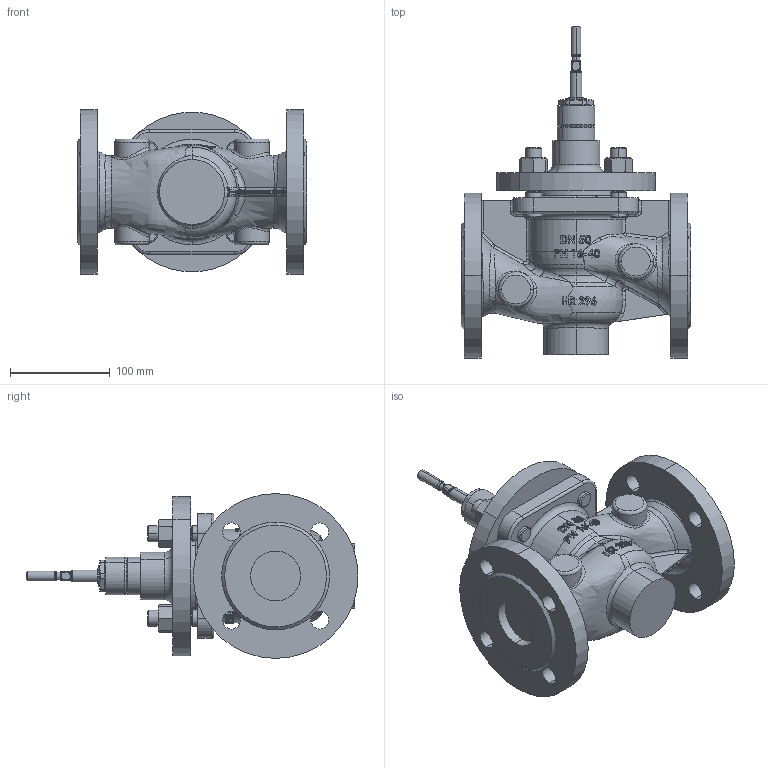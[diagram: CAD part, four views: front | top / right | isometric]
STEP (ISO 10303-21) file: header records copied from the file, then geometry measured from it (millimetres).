
FILE_DESCRIPTION (( 'STEP AP214' ), '1' );
FILE_NAME ('BR225 DN50 XXX PN16-40 for MC_STEP (Defeature).STEP', '2015-02-26T14:52:28', ( 'tdietz' ), ( '' ), 'SwSTEP 2.0', 'SolidWorks 2014', '' );
FILE_SCHEMA (( 'AUTOMOTIVE_DESIGN' ));
Length unit declared in the file: millimetre
Products named in the file (1): BR225 DN50 XXX PN16-40 for MC_STEP (Defeature)
Bounding box: 230 x 332.5 x 165 mm (x, y, z)
Volume: 2849564.3 mm3; surface area: 277105.4 mm2
Topology: 1 solids, 1 shells, 995 faces, 2633 edges, 1693 vertices
Faces by surface type: plane 338, bspline 287, cylinder 186, cone 90, torus 70, sphere 24
Entity records: 190338 total; most frequent: CARTESIAN_POINT 165590, ORIENTED_EDGE 5196, DIRECTION 3902, EDGE_CURVE 2598, VERTEX_POINT 1674, AXIS2_PLACEMENT_3D 1526, EDGE_LOOP 1086, FACE_OUTER_BOUND 994
